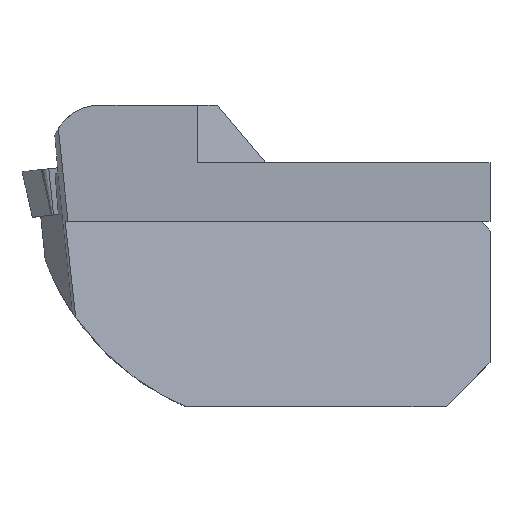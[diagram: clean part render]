
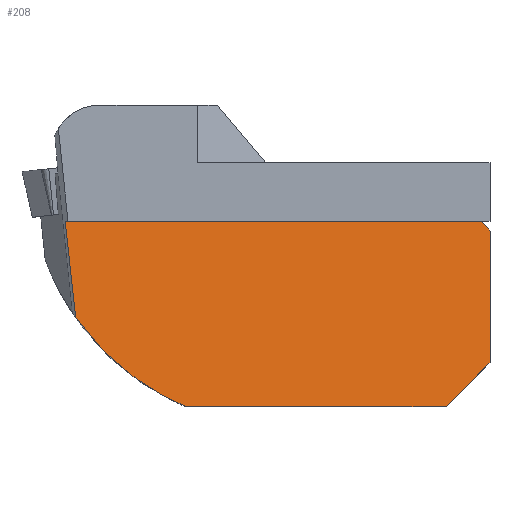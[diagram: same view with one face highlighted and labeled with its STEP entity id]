
A CAD part, top view. The second image highlights one B-rep face of the part: STEP entity #208.
In plain terms, the highlighted planar face has unit normal (0, 0.139, 0.99).
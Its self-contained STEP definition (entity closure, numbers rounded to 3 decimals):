
#208=ADVANCED_FACE('',(#316),#272,.T.);
#272=PLANE('',#1341);
#316=FACE_OUTER_BOUND('',#371,.T.);
#371=EDGE_LOOP('',(#541,#542,#543,#544,#545,#546,#547));
#447=ELLIPSE('',#1340,26.31,26.054);
#541=ORIENTED_EDGE('',*,*,#905,.F.);
#542=ORIENTED_EDGE('',*,*,#953,.T.);
#543=ORIENTED_EDGE('',*,*,#934,.T.);
#544=ORIENTED_EDGE('',*,*,#954,.F.);
#545=ORIENTED_EDGE('',*,*,#955,.F.);
#546=ORIENTED_EDGE('',*,*,#956,.T.);
#547=ORIENTED_EDGE('',*,*,#957,.T.);
#791=VERTEX_POINT('',#1814);
#792=VERTEX_POINT('',#1815);
#814=VERTEX_POINT('',#1870);
#815=VERTEX_POINT('',#1872);
#828=VERTEX_POINT('',#1946);
#829=VERTEX_POINT('',#1948);
#830=VERTEX_POINT('',#1950);
#905=EDGE_CURVE('',#791,#792,#1059,.T.);
#934=EDGE_CURVE('',#815,#814,#1084,.T.);
#953=EDGE_CURVE('',#791,#815,#447,.T.);
#954=EDGE_CURVE('',#828,#814,#1094,.T.);
#955=EDGE_CURVE('',#829,#828,#1095,.T.);
#956=EDGE_CURVE('',#829,#830,#1096,.T.);
#957=EDGE_CURVE('',#830,#792,#1097,.T.);
#1059=LINE('',#1813,#1162);
#1084=LINE('',#1871,#1187);
#1094=LINE('',#1945,#1197);
#1095=LINE('',#1947,#1198);
#1096=LINE('',#1949,#1199);
#1097=LINE('',#1951,#1200);
#1162=VECTOR('',#1458,1.);
#1187=VECTOR('',#1501,1.);
#1197=VECTOR('',#1529,1.);
#1198=VECTOR('',#1530,1.);
#1199=VECTOR('',#1531,1.);
#1200=VECTOR('',#1532,1.);
#1340=AXIS2_PLACEMENT_3D('',#1944,#1527,#1528);
#1341=AXIS2_PLACEMENT_3D('',#1952,#1533,#1534);
#1458=DIRECTION('',(-0.107,0.985,-0.138));
#1501=DIRECTION('',(1.,0.,0.));
#1527=DIRECTION('',(0.,0.139,0.99));
#1528=DIRECTION('',(0.,0.99,-0.139));
#1529=DIRECTION('',(-0.704,-0.704,0.099));
#1530=DIRECTION('',(0.,-0.99,0.139));
#1531=DIRECTION('',(-0.639,0.762,-0.107));
#1532=DIRECTION('',(-1.,0.,0.));
#1533=DIRECTION('',(0.,0.139,0.99));
#1534=DIRECTION('',(0.,-0.99,0.139));
#1813=CARTESIAN_POINT('',(-30.312,-8.297,0.323));
#1814=CARTESIAN_POINT('',(-29.486,-15.882,1.389));
#1815=CARTESIAN_POINT('',(-30.562,-6.,0.));
#1870=CARTESIAN_POINT('',(8.5,-25.,2.67));
#1871=CARTESIAN_POINT('',(-8.781,-25.,2.67));
#1872=CARTESIAN_POINT('',(-18.149,-25.,2.67));
#1944=CARTESIAN_POINT('',(-8.138,-0.946,-0.71));
#1945=CARTESIAN_POINT('',(9.537,-23.963,2.525));
#1946=CARTESIAN_POINT('',(13.,-20.5,2.038));
#1947=CARTESIAN_POINT('',(13.,-6.,0.));
#1948=CARTESIAN_POINT('',(13.,-7.,0.141));
#1949=CARTESIAN_POINT('',(3.607,4.194,-1.433));
#1950=CARTESIAN_POINT('',(12.161,-6.,0.));
#1951=CARTESIAN_POINT('',(-40.7,-6.,0.));
#1952=CARTESIAN_POINT('',(-8.781,-6.,0.));
